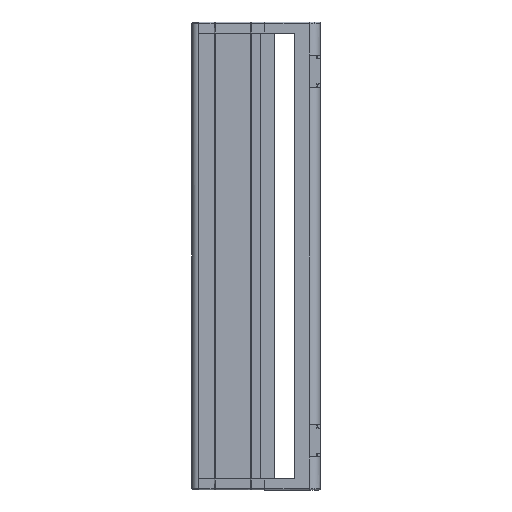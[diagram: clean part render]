
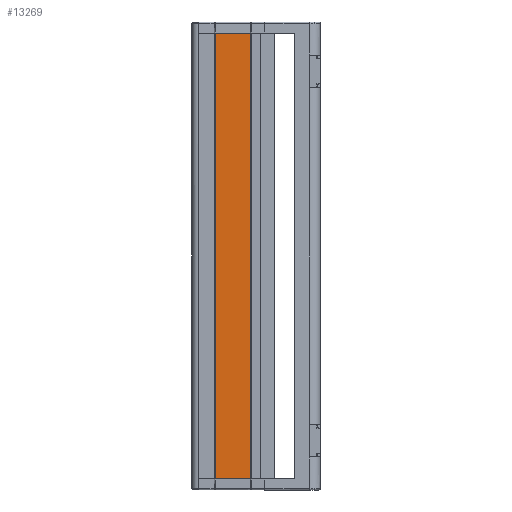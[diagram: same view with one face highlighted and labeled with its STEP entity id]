
A CAD part, left-side view. The second image highlights one B-rep face of the part: STEP entity #13269.
In plain terms, the highlighted planar face has unit normal (-1, 0.018, 0).
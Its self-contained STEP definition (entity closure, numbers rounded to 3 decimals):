
#1154 = PLANE ( 'NONE',  #18565 ) ;
#2379 = CARTESIAN_POINT ( 'NONE',  ( -30.806, 35.704, -206.8 ) ) ;
#2592 = ORIENTED_EDGE ( 'NONE', *, *, #16587, .T. ) ;
#3096 = CARTESIAN_POINT ( 'NONE',  ( -31.085, 19.693, -206.724 ) ) ;
#5931 = VECTOR ( 'NONE', #15694, 1000. ) ;
#6033 = CARTESIAN_POINT ( 'NONE',  ( -30.806, 35.704, -206.8 ) ) ;
#6943 = EDGE_CURVE ( 'NONE', #27598, #8330, #24433, .T. ) ;
#8330 = VERTEX_POINT ( 'NONE', #19479 ) ;
#9835 = DIRECTION ( 'NONE',  ( 0., 0., 1. ) ) ;
#11095 = DIRECTION ( 'NONE',  ( 0., 0., 1. ) ) ;
#11598 = EDGE_LOOP ( 'NONE', ( #14999, #25468, #2592, #18972 ) ) ;
#13269 = ADVANCED_FACE ( 'NONE', ( #20348 ), #1154, .F. ) ;
#14012 = CARTESIAN_POINT ( 'NONE',  ( -31.085, 19.693, -5. ) ) ;
#14522 = EDGE_CURVE ( 'NONE', #19669, #8330, #18918, .T. ) ;
#14673 = CARTESIAN_POINT ( 'NONE',  ( -31.085, 19.693, -206.8 ) ) ;
#14685 = VECTOR ( 'NONE', #9835, 1000. ) ;
#14999 = ORIENTED_EDGE ( 'NONE', *, *, #6943, .F. ) ;
#15266 = VECTOR ( 'NONE', #11095, 1000. ) ;
#15694 = DIRECTION ( 'NONE',  ( 0.017, 1., 0. ) ) ;
#16496 = LINE ( 'NONE', #6033, #24975 ) ;
#16587 = EDGE_CURVE ( 'NONE', #21223, #19669, #20502, .T. ) ;
#16684 = DIRECTION ( 'NONE',  ( 0.017, 1., 0. ) ) ;
#17712 = CARTESIAN_POINT ( 'NONE',  ( -30.806, 35.704, -206.724 ) ) ;
#18565 = AXIS2_PLACEMENT_3D ( 'NONE', #22850, #25015, #16684 ) ;
#18918 = LINE ( 'NONE', #20298, #5931 ) ;
#18972 = ORIENTED_EDGE ( 'NONE', *, *, #14522, .T. ) ;
#19479 = CARTESIAN_POINT ( 'NONE',  ( -30.806, 35.704, -5. ) ) ;
#19669 = VERTEX_POINT ( 'NONE', #14012 ) ;
#20298 = CARTESIAN_POINT ( 'NONE',  ( -30.806, 35.704, -5. ) ) ;
#20348 = FACE_OUTER_BOUND ( 'NONE', #11598, .T. ) ;
#20502 = LINE ( 'NONE', #3096, #14685 ) ;
#21223 = VERTEX_POINT ( 'NONE', #14673 ) ;
#22850 = CARTESIAN_POINT ( 'NONE',  ( -30.806, 35.704, -206.724 ) ) ;
#24433 = LINE ( 'NONE', #17712, #15266 ) ;
#24457 = DIRECTION ( 'NONE',  ( 0.017, 1., 0. ) ) ;
#24975 = VECTOR ( 'NONE', #24457, 1000. ) ;
#25015 = DIRECTION ( 'NONE',  ( 1., -0.017, 0. ) ) ;
#25273 = EDGE_CURVE ( 'NONE', #21223, #27598, #16496, .T. ) ;
#25468 = ORIENTED_EDGE ( 'NONE', *, *, #25273, .F. ) ;
#27598 = VERTEX_POINT ( 'NONE', #2379 ) ;
